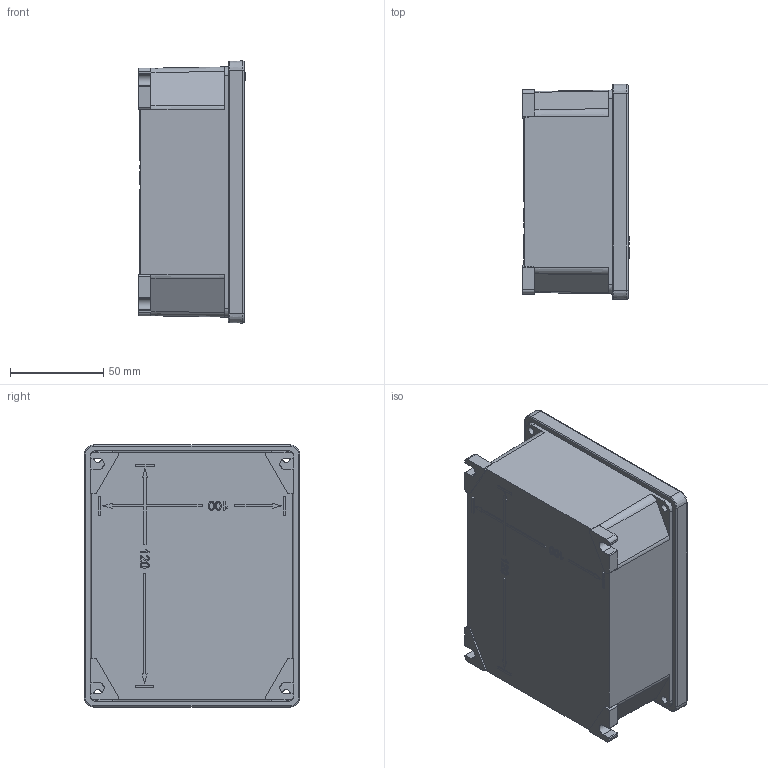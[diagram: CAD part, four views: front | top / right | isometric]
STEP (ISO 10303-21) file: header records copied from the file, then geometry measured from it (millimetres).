
FILE_DESCRIPTION( ( 'STEP AP214' ), '1' );
FILE_NAME( '65301.stp', '2018-12-14T19:54:00', ( '' ), ( '' ), ' ', 'PARTsolutions', ' ' );
FILE_SCHEMA( ( 'AUTOMOTIVE_DESIGN { 1 0 10303 214 1 1 1 1 }' ) );
Length unit declared in the file: millimetre
Products named in the file (3): 65301; _65301_1; _65301_2
Assembly tree (2 placements, depth 2):
  65301
    _65301_1
    _65301_2
Bounding box: 57 x 115.46 x 140.46 mm (x, y, z)
Volume: 141689.3 mm3; surface area: 121393.8 mm2
Topology: 2 solids, 2 shells, 462 faces, 1231 edges, 811 vertices
Faces by surface type: plane 240, cylinder 165, cone 48, torus 8, sphere 1
Full cylindrical faces by diameter (mm): 1.68 x2, 4.134 x4, 5.5 x7, 6 x4, 9.55 x4, 9.7 x1
Entity records: 18143 total; most frequent: DIRECTION 2563, CARTESIAN_POINT 2542, ORIENTED_EDGE 2406, EDGE_CURVE 1203, AXIS2_PLACEMENT_3D 907, VERTEX_POINT 810, LINE 749, VECTOR 749
